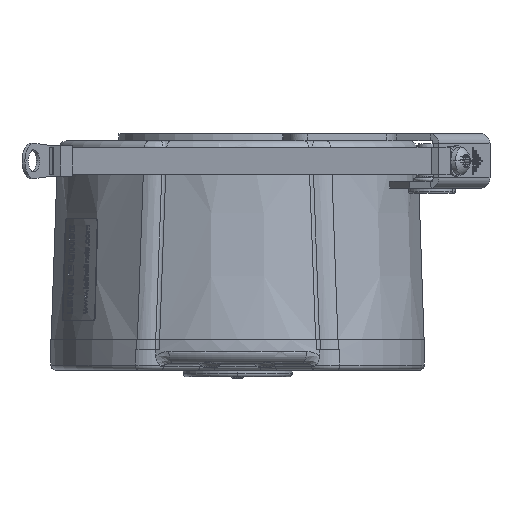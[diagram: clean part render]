
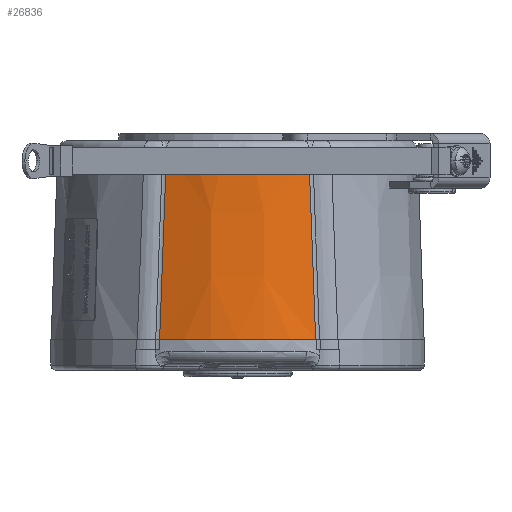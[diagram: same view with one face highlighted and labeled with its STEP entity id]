
A CAD part, front view. The second image highlights one B-rep face of the part: STEP entity #26836.
In plain terms, the highlighted conical face has half-angle 2 degrees and reference radius 51.889 mm.
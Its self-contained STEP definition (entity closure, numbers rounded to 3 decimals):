
#4438=CARTESIAN_POINT('',(0.,0.,-47.2));
#4439=DIRECTION('',(0.,0.,1.));
#4440=DIRECTION('',(-0.434,-0.901,0.));
#4441=AXIS2_PLACEMENT_3D('',#4438,#4439,#4440);
#4443=CARTESIAN_POINT('',(-22.935,-47.626,-47.2));
#4444=CARTESIAN_POINT('',(-22.701,-47.489,
-40.768));
#4445=CARTESIAN_POINT('',(-22.237,-47.219,
-28.074));
#4446=CARTESIAN_POINT('',(-21.558,-46.822,
-9.572));
#4447=CARTESIAN_POINT('',(-21.114,-46.563,
2.465));
#4448=CARTESIAN_POINT('',(-20.894,-46.434,
8.405));
#4450=CARTESIAN_POINT('',(0.,0.,8.405));
#4451=DIRECTION('',(0.,0.,1.));
#4452=DIRECTION('',(-0.41,-0.912,0.));
#4453=AXIS2_PLACEMENT_3D('',#4450,#4451,#4452);
#4455=CARTESIAN_POINT('',(20.894,-46.434,8.405));
#4456=CARTESIAN_POINT('',(21.114,-46.563,2.465));
#4457=CARTESIAN_POINT('',(21.558,-46.822,
-9.574));
#4458=CARTESIAN_POINT('',(22.237,-47.219,
-28.076));
#4459=CARTESIAN_POINT('',(22.701,-47.489,
-40.769));
#4460=CARTESIAN_POINT('',(22.935,-47.626,-47.2));
#4482=CARTESIAN_POINT('',(-20.894,-46.434,
8.405));
#17974=VERTEX_POINT('',#4482);
#17975=CARTESIAN_POINT('',(20.894,-46.434,
8.405));
#17976=VERTEX_POINT('',#17975);
#18624=CARTESIAN_POINT('',(-22.935,-47.626,-47.2));
#18625=CARTESIAN_POINT('',(22.935,-47.626,-47.2));
#18626=VERTEX_POINT('',#18624);
#18627=VERTEX_POINT('',#18625);
#26823=CARTESIAN_POINT('',(0.,0.,-19.398));
#26824=DIRECTION('',(0.,0.,-1.));
#26825=DIRECTION('',(-1.,0.,0.));
#26826=AXIS2_PLACEMENT_3D('',#26823,#26824,#26825);
#26827=CONICAL_SURFACE('',#26826,51.889,2.);
#26828=ORIENTED_EDGE('',*,*,#22258,.F.);
#26830=ORIENTED_EDGE('',*,*,#26829,.T.);
#26832=ORIENTED_EDGE('',*,*,#26831,.T.);
#26833=ORIENTED_EDGE('',*,*,#26815,.T.);
#26834=EDGE_LOOP('',(#26828,#26830,#26832,#26833));
#26835=FACE_OUTER_BOUND('',#26834,.F.);
#4442=CIRCLE('',#4441,52.86);
#4449=B_SPLINE_CURVE_WITH_KNOTS('',3,(#4443,#4444,#4445,#4446,#4447,#4448),
.UNSPECIFIED.,.F.,.F.,(4,1,1,4),(0.,0.333,0.667,1.),
.UNSPECIFIED.);
#4454=CIRCLE('',#4453,50.919);
#4461=B_SPLINE_CURVE_WITH_KNOTS('',3,(#4455,#4456,#4457,#4458,#4459,#4460),
.UNSPECIFIED.,.F.,.F.,(4,1,1,4),(0.,0.333,0.667,1.),
.UNSPECIFIED.);
#22258=EDGE_CURVE('',#18626,#18627,#4442,.T.);
#26815=EDGE_CURVE('',#17976,#18627,#4461,.T.);
#26829=EDGE_CURVE('',#18626,#17974,#4449,.T.);
#26831=EDGE_CURVE('',#17974,#17976,#4454,.T.);
#26836=ADVANCED_FACE('',(#26835),#26827,.T.);
